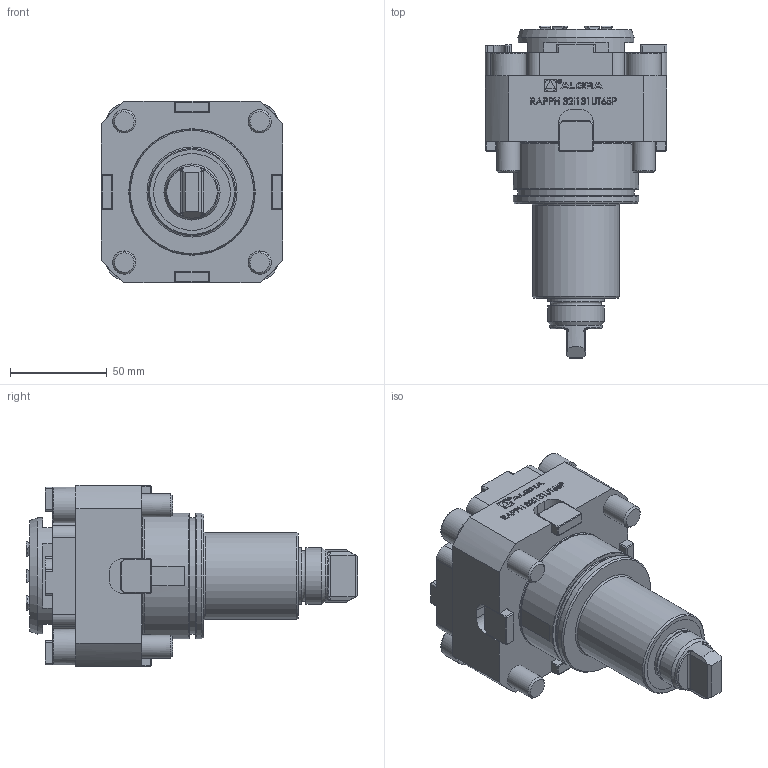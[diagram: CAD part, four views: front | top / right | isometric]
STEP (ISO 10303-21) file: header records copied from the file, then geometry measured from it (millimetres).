
FILE_DESCRIPTION (( 'STEP AP214' ), '1' );
FILE_NAME ('RAPPH32I131UT65P.STEP', '2025-05-19T13:23:03', ( '' ), ( '' ), 'SwSTEP 2.0', 'SolidWorks 2023', '' );
FILE_SCHEMA (( 'AUTOMOTIVE_DESIGN' ));
Length unit declared in the file: millimetre
Products named in the file (1): RAPPH32I131UT65P
Bounding box: 94 x 171.61 x 94 mm (x, y, z)
Volume: 624365.7 mm3; surface area: 61027 mm2
Topology: 1 solids, 1 shells, 658 faces, 1748 edges, 1137 vertices
Faces by surface type: plane 417, bspline 114, cylinder 104, cone 12, torus 11
Full cylindrical faces by diameter (mm): 1.7 x1, 2.1 x1, 6.366 x1, 12 x4, 18 x4, 27 x1, 29 x2, 45 x1, 60 x1, 60.3 x1, 65 x2
Entity records: 29623 total; most frequent: CARTESIAN_POINT 10647, ORIENTED_EDGE 3378, DIRECTION 2798, EDGE_CURVE 1689, VECTOR 1170, LINE 1170, VERTEX_POINT 1119, AXIS2_PLACEMENT_3D 814
